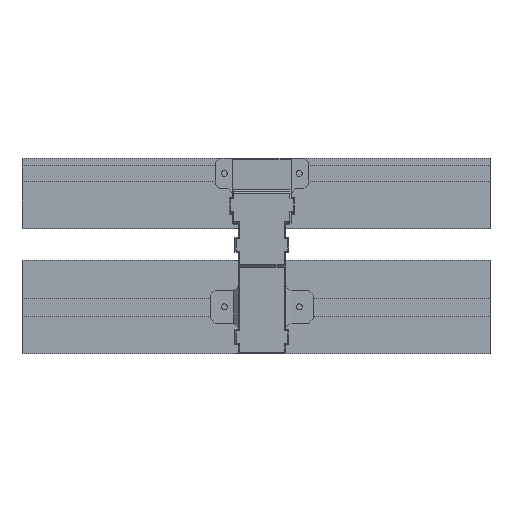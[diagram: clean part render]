
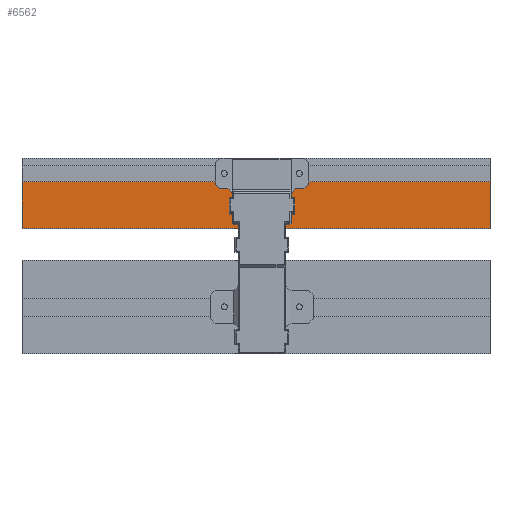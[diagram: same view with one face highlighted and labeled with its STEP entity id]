
A CAD part, top view. The second image highlights one B-rep face of the part: STEP entity #6562.
In plain terms, the highlighted planar face has unit normal (0, 0, 1).
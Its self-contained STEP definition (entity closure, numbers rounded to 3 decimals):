
#485=FACE_OUTER_BOUND('',#881,.T.);
#881=EDGE_LOOP('',(#5848,#5849,#5850,#5851));
#1736=LINE('',#10539,#2606);
#1747=LINE('',#10561,#2617);
#1749=LINE('',#10565,#2619);
#1751=LINE('',#10568,#2621);
#2606=VECTOR('',#8598,10.);
#2617=VECTOR('',#8621,10.);
#2619=VECTOR('',#8625,10.);
#2621=VECTOR('',#8629,10.);
#3168=VERTEX_POINT('',#10536);
#3169=VERTEX_POINT('',#10538);
#3174=VERTEX_POINT('',#10560);
#3175=VERTEX_POINT('',#10564);
#4052=EDGE_CURVE('',#3169,#3168,#1736,.T.);
#4063=EDGE_CURVE('',#3174,#3169,#1747,.T.);
#4065=EDGE_CURVE('',#3175,#3174,#1749,.T.);
#4067=EDGE_CURVE('',#3168,#3175,#1751,.T.);
#5848=ORIENTED_EDGE('',*,*,#4067,.T.);
#5849=ORIENTED_EDGE('',*,*,#4065,.T.);
#5850=ORIENTED_EDGE('',*,*,#4063,.T.);
#5851=ORIENTED_EDGE('',*,*,#4052,.T.);
#6201=PLANE('',#6995);
#6562=ADVANCED_FACE('',(#485),#6201,.T.);
#6995=AXIS2_PLACEMENT_3D('',#10569,#8630,#8631);
#8598=DIRECTION('',(0.,-1.,0.));
#8621=DIRECTION('',(-1.,0.,0.));
#8625=DIRECTION('',(0.,1.,0.));
#8629=DIRECTION('',(1.,0.,0.));
#8630=DIRECTION('center_axis',(0.,0.,1.));
#8631=DIRECTION('ref_axis',(1.,0.,0.));
#10536=CARTESIAN_POINT('',(0.,53.5,7.));
#10538=CARTESIAN_POINT('',(0.,73.5,7.));
#10539=CARTESIAN_POINT('',(0.,83.5,7.));
#10560=CARTESIAN_POINT('',(200.,73.5,7.));
#10561=CARTESIAN_POINT('',(0.,73.5,7.));
#10564=CARTESIAN_POINT('',(200.,53.5,7.));
#10565=CARTESIAN_POINT('',(200.,83.5,7.));
#10568=CARTESIAN_POINT('',(0.,53.5,7.));
#10569=CARTESIAN_POINT('Origin',(100.,63.5,7.));
